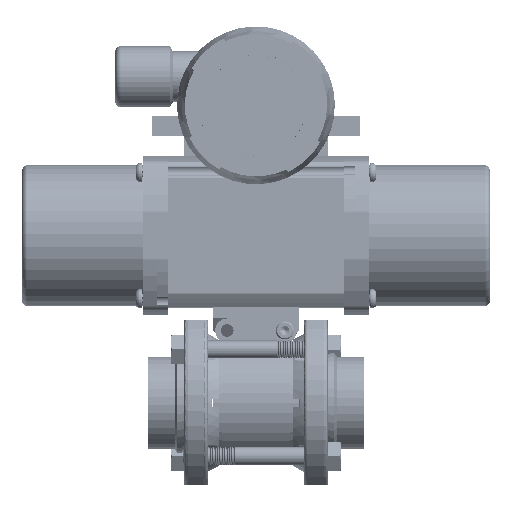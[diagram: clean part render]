
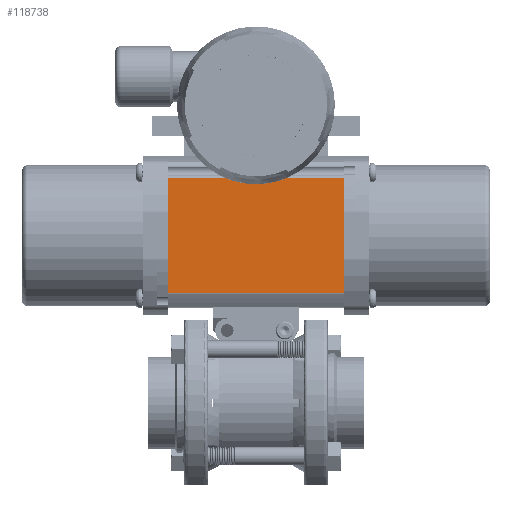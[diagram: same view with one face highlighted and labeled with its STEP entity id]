
A CAD part, top view. The second image highlights one B-rep face of the part: STEP entity #118738.
In plain terms, the highlighted planar face has unit normal (0, 0, 1).
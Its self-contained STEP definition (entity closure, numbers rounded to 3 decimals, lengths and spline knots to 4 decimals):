
#5520 = CARTESIAN_POINT ( 'NONE',  ( -1.5109, 3.8004, 3.281 ) ) ;
#10317 = FACE_OUTER_BOUND ( 'NONE', #178477, .T. ) ;
#13447 = CARTESIAN_POINT ( 'NONE',  ( 1.5441, 3.8004, 3.281 ) ) ;
#16279 = DIRECTION ( 'NONE',  ( 1., 0., 0. ) ) ;
#22680 = DIRECTION ( 'NONE',  ( 0., 1., 0. ) ) ;
#24504 = VECTOR ( 'NONE', #190697, 39.3701 ) ;
#33513 = CARTESIAN_POINT ( 'NONE',  ( -5.0238, 1.7988, 3.281 ) ) ;
#36083 = EDGE_CURVE ( 'NONE', #143067, #38616, #69751, .T. ) ;
#38616 = VERTEX_POINT ( 'NONE', #97434 ) ;
#44490 = LINE ( 'NONE', #13447, #94964 ) ;
#47262 = VERTEX_POINT ( 'NONE', #156591 ) ;
#62629 = EDGE_CURVE ( 'NONE', #143067, #151674, #44490, .T. ) ;
#66885 = PLANE ( 'NONE',  #121634 ) ;
#69751 = LINE ( 'NONE', #71466, #24504 ) ;
#71466 = CARTESIAN_POINT ( 'NONE',  ( -5.0238, 3.7931, 3.281 ) ) ;
#79733 = VECTOR ( 'NONE', #22680, 39.3701 ) ;
#83983 = DIRECTION ( 'NONE',  ( 0., -1., 0. ) ) ;
#84402 = CARTESIAN_POINT ( 'NONE',  ( 1.5441, 3.7931, 3.281 ) ) ;
#90748 = CARTESIAN_POINT ( 'NONE',  ( 1.5441, 1.7988, 3.281 ) ) ;
#92480 = ORIENTED_EDGE ( 'NONE', *, *, #36083, .T. ) ;
#94964 = VECTOR ( 'NONE', #115451, 39.3701 ) ;
#97434 = CARTESIAN_POINT ( 'NONE',  ( -1.5109, 3.7931, 3.281 ) ) ;
#109743 = LINE ( 'NONE', #33513, #194990 ) ;
#115451 = DIRECTION ( 'NONE',  ( 0., -1., 0. ) ) ;
#118738 = ADVANCED_FACE ( 'NONE', ( #10317 ), #66885, .F. ) ;
#121634 = AXIS2_PLACEMENT_3D ( 'NONE', #134873, #186191, #83983 ) ;
#124794 = EDGE_CURVE ( 'NONE', #47262, #151674, #109743, .T. ) ;
#134873 = CARTESIAN_POINT ( 'NONE',  ( -5.0238, 3.8004, 3.281 ) ) ;
#135600 = ORIENTED_EDGE ( 'NONE', *, *, #62629, .F. ) ;
#143030 = ORIENTED_EDGE ( 'NONE', *, *, #124794, .T. ) ;
#143067 = VERTEX_POINT ( 'NONE', #84402 ) ;
#151674 = VERTEX_POINT ( 'NONE', #90748 ) ;
#154034 = ORIENTED_EDGE ( 'NONE', *, *, #189560, .F. ) ;
#156591 = CARTESIAN_POINT ( 'NONE',  ( -1.5109, 1.7988, 3.281 ) ) ;
#178477 = EDGE_LOOP ( 'NONE', ( #135600, #92480, #154034, #143030 ) ) ;
#186191 = DIRECTION ( 'NONE',  ( 0., 0., -1. ) ) ;
#189560 = EDGE_CURVE ( 'NONE', #47262, #38616, #215741, .T. ) ;
#190697 = DIRECTION ( 'NONE',  ( -1., 0., 0. ) ) ;
#194990 = VECTOR ( 'NONE', #16279, 39.3701 ) ;
#215741 = LINE ( 'NONE', #5520, #79733 ) ;
